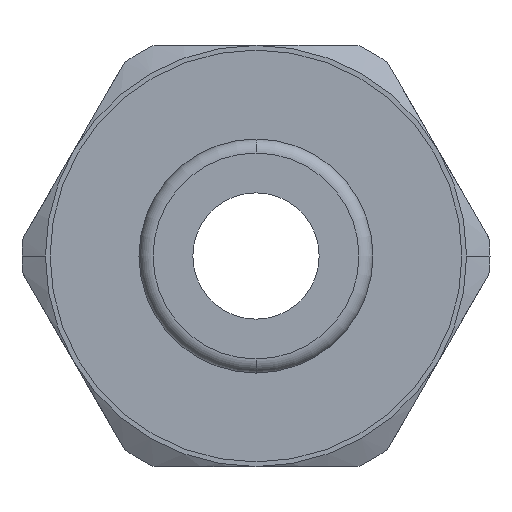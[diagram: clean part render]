
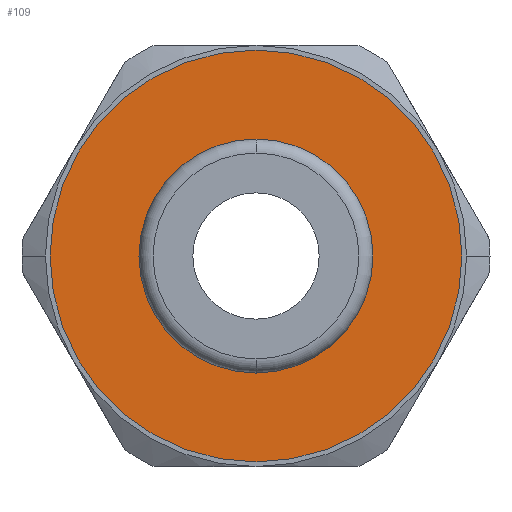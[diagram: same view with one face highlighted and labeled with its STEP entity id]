
A CAD part, front view. The second image highlights one B-rep face of the part: STEP entity #109.
In plain terms, the highlighted planar face has unit normal (0, -1, 0).
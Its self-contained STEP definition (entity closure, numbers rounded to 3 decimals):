
#109=ADVANCED_FACE('',(#260,#261),#262,.T.);
#260=FACE_OUTER_BOUND('',#455,.T.);
#261=FACE_BOUND('',#456,.T.);
#262=PLANE('',#457);
#455=EDGE_LOOP('',(#712,#713));
#456=EDGE_LOOP('',(#714,#715));
#457=AXIS2_PLACEMENT_3D('',#716,#717,#718);
#712=ORIENTED_EDGE('',*,*,#1188,.T.);
#713=ORIENTED_EDGE('',*,*,#1189,.T.);
#714=ORIENTED_EDGE('',*,*,#1190,.F.);
#715=ORIENTED_EDGE('',*,*,#1191,.F.);
#716=CARTESIAN_POINT('',(0.0,10.0,0.0));
#717=DIRECTION('',(0.0,-1.0,0.0));
#718=DIRECTION('',(-1.0,0.0,0.0));
#1188=EDGE_CURVE('',#1428,#1429,#1430,.T.);
#1189=EDGE_CURVE('',#1429,#1428,#1431,.T.);
#1190=EDGE_CURVE('',#1432,#1433,#1434,.T.);
#1191=EDGE_CURVE('',#1433,#1432,#1435,.T.);
#1428=VERTEX_POINT('',#1909);
#1429=VERTEX_POINT('',#1910);
#1430=CIRCLE('',#1911,4.4);
#1431=CIRCLE('',#1912,4.4);
#1432=VERTEX_POINT('',#1913);
#1433=VERTEX_POINT('',#1914);
#1434=CIRCLE('',#1915,2.5);
#1435=CIRCLE('',#1916,2.5);
#1909=CARTESIAN_POINT('',(4.4,10.0,0.0));
#1910=CARTESIAN_POINT('',(-4.4,10.0,0.));
#1911=AXIS2_PLACEMENT_3D('',#2252,#2253,#2254);
#1912=AXIS2_PLACEMENT_3D('',#2255,#2256,#2257);
#1913=CARTESIAN_POINT('',(-2.5,10.0,0.));
#1914=CARTESIAN_POINT('',(2.5,10.0,0.));
#1915=AXIS2_PLACEMENT_3D('',#2258,#2259,#2260);
#1916=AXIS2_PLACEMENT_3D('',#2261,#2262,#2263);
#2252=CARTESIAN_POINT('',(0.0,10.0,0.0));
#2253=DIRECTION('',(0.0,-1.0,0.0));
#2254=DIRECTION('',(1.0,0.0,0.0));
#2255=CARTESIAN_POINT('',(0.0,10.0,0.0));
#2256=DIRECTION('',(0.0,-1.0,0.0));
#2257=DIRECTION('',(1.0,0.0,0.0));
#2258=CARTESIAN_POINT('',(0.0,10.0,0.0));
#2259=DIRECTION('',(0.0,-1.0,0.0));
#2260=DIRECTION('',(1.0,0.0,0.0));
#2261=CARTESIAN_POINT('',(0.0,10.0,0.0));
#2262=DIRECTION('',(0.0,-1.0,0.0));
#2263=DIRECTION('',(1.0,0.0,0.0));
